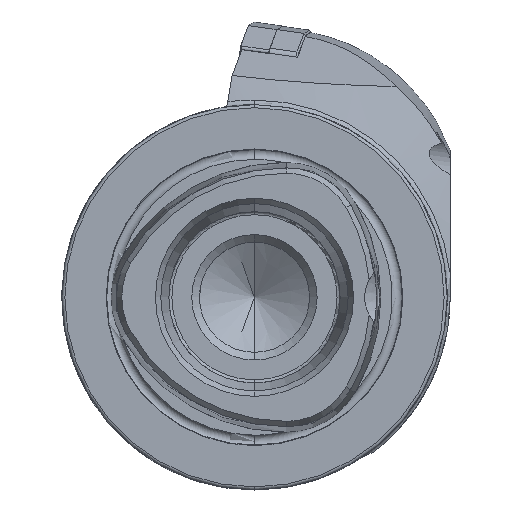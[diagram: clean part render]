
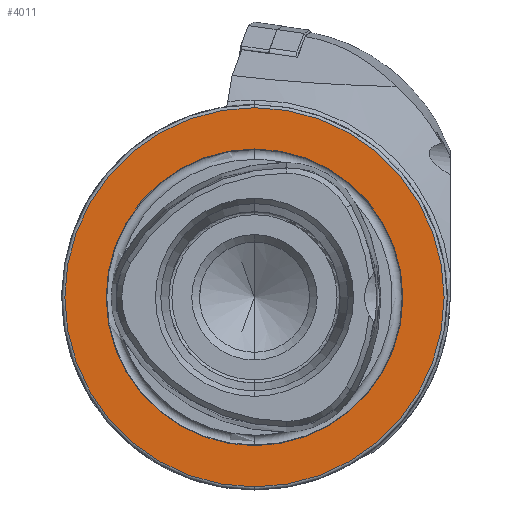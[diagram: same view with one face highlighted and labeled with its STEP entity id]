
A CAD part, left-side view. The second image highlights one B-rep face of the part: STEP entity #4011.
In plain terms, the highlighted planar face has unit normal (-1, 0, 0).
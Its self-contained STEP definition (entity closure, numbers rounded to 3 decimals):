
#288 = EDGE_LOOP ( 'NONE', ( #9075, #9076 ) ) ;
#293 = EDGE_LOOP ( 'NONE', ( #9073, #9074 ) ) ;
#353 = CARTESIAN_POINT ( 'NONE',  ( 0., 0., 0. ) ) ;
#355 = DIRECTION ( 'NONE',  ( -1., 0., 0. ) ) ;
#357 = DIRECTION ( 'NONE',  ( 0., 0., 1. ) ) ;
#380 = CARTESIAN_POINT ( 'NONE',  ( 0., 0., 0. ) ) ;
#382 = DIRECTION ( 'NONE',  ( -1., 0., 0. ) ) ;
#384 = DIRECTION ( 'NONE',  ( 0., 0., 1. ) ) ;
#1079 = CIRCLE ( 'NONE', #11889, 31. ) ;
#1080 = CIRCLE ( 'NONE', #11890, 24.25 ) ;
#1116 = FACE_OUTER_BOUND ( 'NONE', #288, .T. ) ;
#1118 = FACE_BOUND ( 'NONE', #293, .T. ) ;
#2661 = EDGE_CURVE ( 'NONE', #5061, #5060, #1079, .T. ) ;
#2662 = EDGE_CURVE ( 'NONE', #5058, #5057, #1080, .T. ) ;
#4011 = ADVANCED_FACE ( 'NONE', ( #1118, #1116 ), #11581, .F. ) ;
#5057 = VERTEX_POINT ( 'NONE', #5878 ) ;
#5058 = VERTEX_POINT ( 'NONE', #5879 ) ;
#5060 = VERTEX_POINT ( 'NONE', #5881 ) ;
#5061 = VERTEX_POINT ( 'NONE', #5882 ) ;
#5878 = CARTESIAN_POINT ( 'NONE',  ( 0., 0., -24.25 ) ) ;
#5879 = CARTESIAN_POINT ( 'NONE',  ( 0., 0., 24.25 ) ) ;
#5881 = CARTESIAN_POINT ( 'NONE',  ( 0., 0., 31. ) ) ;
#5882 = CARTESIAN_POINT ( 'NONE',  ( 0., 0., -31. ) ) ;
#8230 = AXIS2_PLACEMENT_3D ( 'NONE', #353, #355, #357 ) ;
#8233 = AXIS2_PLACEMENT_3D ( 'NONE', #380, #382, #384 ) ;
#9073 = ORIENTED_EDGE ( 'NONE', *, *, #2662, .F. ) ;
#9074 = ORIENTED_EDGE ( 'NONE', *, *, #11436, .F. ) ;
#9075 = ORIENTED_EDGE ( 'NONE', *, *, #11440, .T. ) ;
#9076 = ORIENTED_EDGE ( 'NONE', *, *, #2661, .T. ) ;
#9763 = CARTESIAN_POINT ( 'NONE',  ( 0., 0., 0. ) ) ;
#9764 = DIRECTION ( 'NONE',  ( -1., 0., 0. ) ) ;
#9765 = DIRECTION ( 'NONE',  ( 0., 0., 1. ) ) ;
#9767 = CARTESIAN_POINT ( 'NONE',  ( 0., 0., 0. ) ) ;
#9768 = DIRECTION ( 'NONE',  ( -1., 0., 0. ) ) ;
#9769 = DIRECTION ( 'NONE',  ( 0., 0., 1. ) ) ;
#10819 = CIRCLE ( 'NONE', #8230, 24.25 ) ;
#10835 = CIRCLE ( 'NONE', #8233, 31. ) ;
#11436 = EDGE_CURVE ( 'NONE', #5057, #5058, #10819, .T. ) ;
#11440 = EDGE_CURVE ( 'NONE', #5060, #5061, #10835, .T. ) ;
#11572 = CARTESIAN_POINT ( 'NONE',  ( 0., 24.25, 0. ) ) ;
#11581 = PLANE ( 'NONE',  #11911 ) ;
#11584 = DIRECTION ( 'NONE',  ( 1., 0., 0. ) ) ;
#11585 = DIRECTION ( 'NONE',  ( 0., 0., -1. ) ) ;
#11889 = AXIS2_PLACEMENT_3D ( 'NONE', #9763, #9764, #9765 ) ;
#11890 = AXIS2_PLACEMENT_3D ( 'NONE', #9767, #9768, #9769 ) ;
#11911 = AXIS2_PLACEMENT_3D ( 'NONE', #11572, #11584, #11585 ) ;
